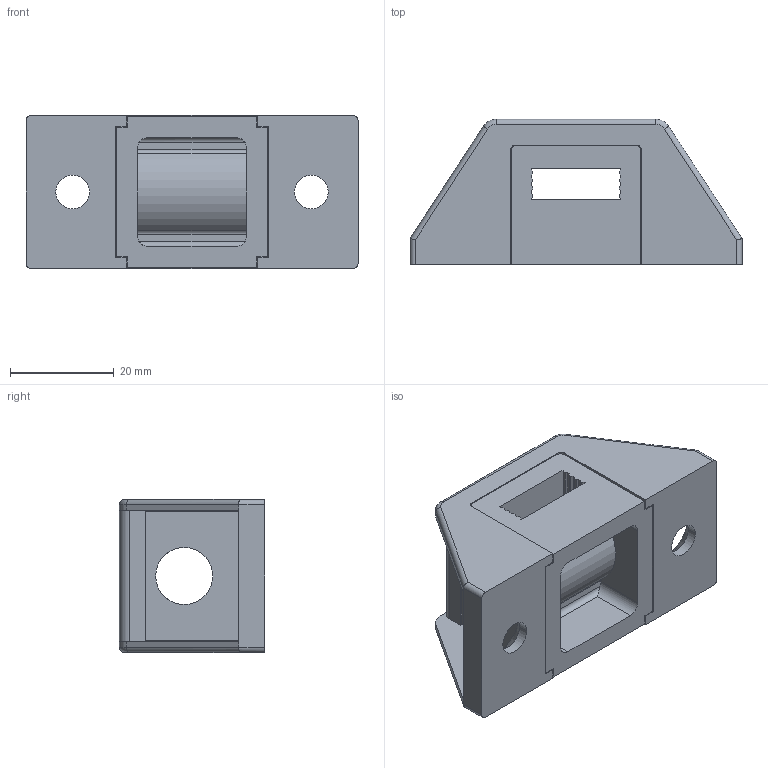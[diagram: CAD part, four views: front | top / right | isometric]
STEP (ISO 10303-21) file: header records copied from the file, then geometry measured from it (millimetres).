
FILE_DESCRIPTION (( 'STEP AP203' ), '1' );
FILE_NAME ('AC-25-VC-10.STEP', '2017-02-03T07:52:26', ( '' ), ( '' ), 'SwSTEP 2.0', 'SolidWorks 2014', '' );
FILE_SCHEMA (( 'CONFIG_CONTROL_DESIGN' ));
Length unit declared in the file: millimetre
Products named in the file (3): AC-25-VCケース_; AC-25-VC僗儕乕僽__AC-25-VC-10; AC-25-VC-10
Assembly tree (2 placements, depth 2):
  AC-25-VC-10
    AC-25-VCケース_
    AC-25-VC僗儕乕僽__AC-25-VC-10
Bounding box: 64 x 28 x 29.5 mm (x, y, z)
Volume: 21829.2 mm3; surface area: 14461.9 mm2
Topology: 2 solids, 2 shells, 191 faces, 540 edges, 344 vertices
Faces by surface type: plane 130, cylinder 49, cone 4, torus 4, bspline 4
Entity records: 6609 total; most frequent: CARTESIAN_POINT 1408, ORIENTED_EDGE 1072, DIRECTION 1002, EDGE_CURVE 536, VECTOR 358, LINE 358, VERTEX_POINT 344, AXIS2_PLACEMENT_3D 322
